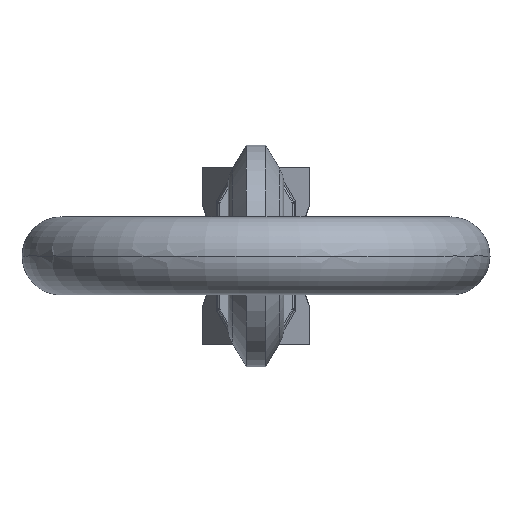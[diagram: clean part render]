
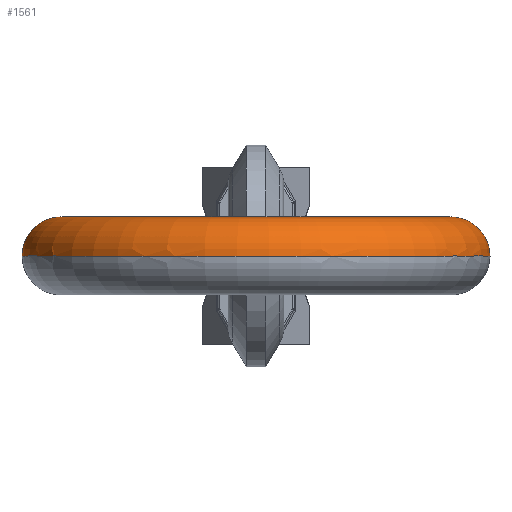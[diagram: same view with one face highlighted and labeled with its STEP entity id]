
A CAD part, left-side view. The second image highlights one B-rep face of the part: STEP entity #1561.
In plain terms, the highlighted toroidal (fillet/blend) face has major radius 112.5 mm and minor radius 22.5 mm.
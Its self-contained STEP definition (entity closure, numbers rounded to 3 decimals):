
#10=CARTESIAN_POINT('',(-160.,112.5,0.));
#11=DIRECTION('',(-1.,0.,0.));
#12=DIRECTION('',(0.,-1.,0.));
#13=AXIS2_PLACEMENT_3D('',#10,#11,#12);
#449=CARTESIAN_POINT('',(-160.,-112.5,0.));
#450=DIRECTION('',(-1.,0.,0.));
#451=DIRECTION('',(0.,-1.,0.));
#452=AXIS2_PLACEMENT_3D('',#449,#450,#451);
#462=CARTESIAN_POINT('',(-160.,90.,0.));
#463=CARTESIAN_POINT('',(-164.96,90.,0.));
#464=CARTESIAN_POINT('',(-174.881,89.178,
0.));
#465=CARTESIAN_POINT('',(-189.356,85.512,
0.));
#466=CARTESIAN_POINT('',(-203.031,79.514,
0.));
#467=CARTESIAN_POINT('',(-215.532,71.347,
0.));
#468=CARTESIAN_POINT('',(-226.518,61.234,
0.));
#469=CARTESIAN_POINT('',(-235.689,49.45,
0.));
#470=CARTESIAN_POINT('',(-242.796,36.318,
0.));
#471=CARTESIAN_POINT('',(-247.644,22.195,
0.));
#472=CARTESIAN_POINT('',(-250.102,7.466,
0.));
#473=CARTESIAN_POINT('',(-250.102,-7.466,
0.));
#474=CARTESIAN_POINT('',(-247.644,-22.195,
0.));
#475=CARTESIAN_POINT('',(-242.796,-36.318,
0.));
#476=CARTESIAN_POINT('',(-235.689,-49.45,
0.));
#477=CARTESIAN_POINT('',(-226.518,-61.234,
0.));
#478=CARTESIAN_POINT('',(-215.532,-71.347,
0.));
#479=CARTESIAN_POINT('',(-203.031,-79.514,
0.));
#480=CARTESIAN_POINT('',(-189.356,-85.512,
0.));
#481=CARTESIAN_POINT('',(-174.881,-89.178,
0.));
#482=CARTESIAN_POINT('',(-164.96,-90.,0.));
#483=CARTESIAN_POINT('',(-160.,-90.,0.));
#485=CARTESIAN_POINT('',(-160.,-135.,0.));
#486=CARTESIAN_POINT('',(-166.732,-135.,0.));
#487=CARTESIAN_POINT('',(-180.196,-133.991,
0.));
#488=CARTESIAN_POINT('',(-199.941,-129.484,
0.));
#489=CARTESIAN_POINT('',(-218.793,-122.085,
0.));
#490=CARTESIAN_POINT('',(-236.332,-111.959,
0.));
#491=CARTESIAN_POINT('',(-252.166,-99.332,0.));
#492=CARTESIAN_POINT('',(-265.942,-84.486,0.));
#493=CARTESIAN_POINT('',(-277.35,-67.752,0.));
#494=CARTESIAN_POINT('',(-286.138,-49.505,0.));
#495=CARTESIAN_POINT('',(-292.107,-30.153,0.));
#496=CARTESIAN_POINT('',(-295.126,-10.126,0.));
#497=CARTESIAN_POINT('',(-295.126,10.126,0.));
#498=CARTESIAN_POINT('',(-292.107,30.153,0.));
#499=CARTESIAN_POINT('',(-286.138,49.505,0.));
#500=CARTESIAN_POINT('',(-277.35,67.752,0.));
#501=CARTESIAN_POINT('',(-265.942,84.486,0.));
#502=CARTESIAN_POINT('',(-252.166,99.332,0.));
#503=CARTESIAN_POINT('',(-236.332,111.959,
0.));
#504=CARTESIAN_POINT('',(-218.793,122.085,
0.));
#505=CARTESIAN_POINT('',(-199.941,129.484,
0.));
#506=CARTESIAN_POINT('',(-180.196,133.991,
0.));
#507=CARTESIAN_POINT('',(-166.732,135.,0.));
#508=CARTESIAN_POINT('',(-160.,135.,0.));
#1137=CARTESIAN_POINT('',(-160.,-90.,0.));
#1138=VERTEX_POINT('',#1137);
#1139=CARTESIAN_POINT('',(-160.,-135.,0.));
#1140=VERTEX_POINT('',#1139);
#1141=VERTEX_POINT('',#462);
#1142=VERTEX_POINT('',#508);
#1548=CARTESIAN_POINT('',(-160.,0.,0.));
#1549=DIRECTION('',(0.,0.,1.));
#1550=DIRECTION('',(0.,-1.,0.));
#1551=AXIS2_PLACEMENT_3D('',#1548,#1549,#1550);
#1552=TOROIDAL_SURFACE('',#1551,112.5,22.5);
#1553=ORIENTED_EDGE('',*,*,#1336,.F.);
#1555=ORIENTED_EDGE('',*,*,#1554,.T.);
#1556=ORIENTED_EDGE('',*,*,#1538,.F.);
#1558=ORIENTED_EDGE('',*,*,#1557,.T.);
#1559=EDGE_LOOP('',(#1553,#1555,#1556,#1558));
#1560=FACE_OUTER_BOUND('',#1559,.F.);
#1561=ADVANCED_FACE('',(#1560),#1552,.T.);
#14=CIRCLE('',#13,22.5);
#453=CIRCLE('',#452,22.5);
#484=B_SPLINE_CURVE_WITH_KNOTS('',3,(#462,#463,#464,#465,#466,#467,#468,#469,
#470,#471,#472,#473,#474,#475,#476,#477,#478,#479,#480,#481,#482,#483),
.UNSPECIFIED.,.F.,.F.,(4,1,1,1,1,1,1,1,1,1,1,1,1,1,1,1,1,1,1,4),(0.,
0.053,0.105,0.158,0.211,
0.263,0.316,0.368,0.421,
0.474,0.526,0.579,0.632,
0.684,0.737,0.789,0.842,
0.895,0.947,1.),.UNSPECIFIED.);
#509=B_SPLINE_CURVE_WITH_KNOTS('',3,(#485,#486,#487,#488,#489,#490,#491,#492,
#493,#494,#495,#496,#497,#498,#499,#500,#501,#502,#503,#504,#505,#506,#507,
#508),.UNSPECIFIED.,.F.,.F.,(4,1,1,1,1,1,1,1,1,1,1,1,1,1,1,1,1,1,1,1,1,4),(0.,
0.048,0.095,0.143,0.19,
0.238,0.286,0.333,0.381,
0.429,0.476,0.524,0.571,
0.619,0.667,0.714,0.762,
0.81,0.857,0.905,0.952,1.),
.UNSPECIFIED.);
#1336=EDGE_CURVE('',#1141,#1142,#14,.T.);
#1538=EDGE_CURVE('',#1140,#1138,#453,.T.);
#1554=EDGE_CURVE('',#1141,#1138,#484,.T.);
#1557=EDGE_CURVE('',#1140,#1142,#509,.T.);
